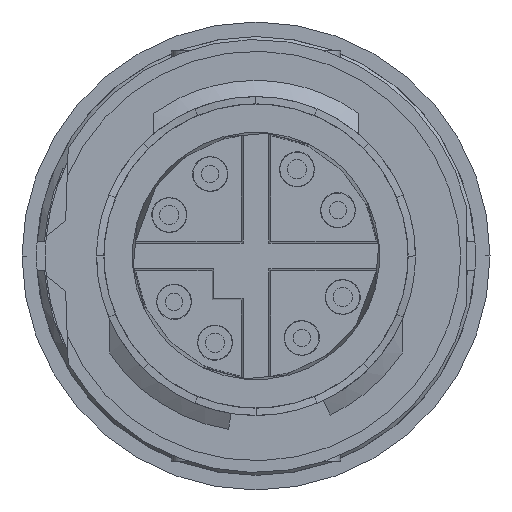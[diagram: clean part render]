
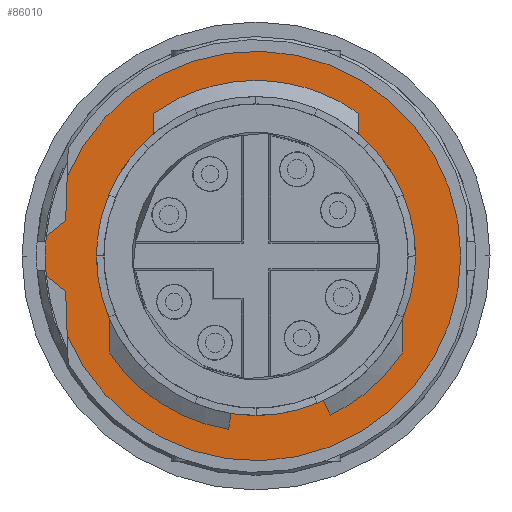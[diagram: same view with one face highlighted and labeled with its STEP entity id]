
A CAD part, left-side view. The second image highlights one B-rep face of the part: STEP entity #86010.
In plain terms, the highlighted planar face has unit normal (-1, 0, 0).
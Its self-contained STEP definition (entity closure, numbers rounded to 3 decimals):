
#82870=CARTESIAN_POINT('',(-37.678,7.2,
0.));
#82880=VERTEX_POINT('',#82870);
#82910=CARTESIAN_POINT('',(-37.678,0.,
0.));
#82920=DIRECTION('',(1.,0.,0.));
#82930=DIRECTION('',(0.,1.,0.));
#82940=AXIS2_PLACEMENT_3D('',#82910,#82920,#82930);
#82950=CIRCLE('',#82940,7.2);
#82960=CARTESIAN_POINT('',(-37.678,7.168,
-0.675));
#82970=VERTEX_POINT('',#82960);
#82980=EDGE_CURVE('',#82970,#82880,#82950,.T.);
#83870=CARTESIAN_POINT('',(-37.678,-6.975,
-12.128));
#83880=DIRECTION('',(0.,0.777,
0.629));
#83890=VECTOR('',#83880,1.);
#83900=LINE('',#83870,#83890);
#83910=CARTESIAN_POINT('',(-37.678,6.507,
-1.21));
#83920=VERTEX_POINT('',#83910);
#83930=EDGE_CURVE('',#83920,#82970,#83900,.T.);
#84200=CARTESIAN_POINT('',(-37.678,6.55,
0.));
#84210=DIRECTION('',(0.,0.035,
0.999));
#84220=VECTOR('',#84210,1.);
#84230=LINE('',#84200,#84220);
#84240=CARTESIAN_POINT('',(-37.678,6.455,
-2.708));
#84250=VERTEX_POINT('',#84240);
#84260=EDGE_CURVE('',#84250,#83920,#84230,.T.);
#85310=CARTESIAN_POINT('',(-37.678,0.,
0.));
#85320=DIRECTION('',(-1.,0.,0.));
#85330=DIRECTION('',(0.,0.,-1.));
#85340=AXIS2_PLACEMENT_3D('',#85310,#85320,#85330);
#85350=CIRCLE('',#85340,7.);
#85360=CARTESIAN_POINT('',(-37.678,6.455,
2.708));
#85370=VERTEX_POINT('',#85360);
#85380=EDGE_CURVE('',#84250,#85370,#85350,.T.);
#85570=CARTESIAN_POINT('',(-37.678,-6.225,
0.));
#85580=DIRECTION('',(-1.,0.,0.));
#85590=DIRECTION('',(0.,0.,-1.));
#85600=AXIS2_PLACEMENT_3D('',#85570,#85580,#85590);
#85610=PLANE('',#85600);
#85620=CARTESIAN_POINT('',(-37.678,0.,
0.));
#85630=DIRECTION('',(1.,0.,0.));
#85640=DIRECTION('',(0.,0.966,
0.259));
#85650=AXIS2_PLACEMENT_3D('',#85620,#85630,#85640);
#85660=CIRCLE('',#85650,5.45);
#85670=CARTESIAN_POINT('',(-37.678,5.264,
1.411));
#85680=VERTEX_POINT('',#85670);
#85690=CARTESIAN_POINT('',(-37.678,-5.264,
-1.411));
#85700=VERTEX_POINT('',#85690);
#85710=EDGE_CURVE('',#85680,#85700,#85660,.T.);
#85720=ORIENTED_EDGE('',*,*,#85710,.T.);
#85730=EDGE_CURVE('',#85700,#85680,#85660,.T.);
#85740=ORIENTED_EDGE('',*,*,#85730,.T.);
#85750=EDGE_LOOP('',(#85740,#85720));
#85760=FACE_BOUND('',#85750,.T.);
#85770=CARTESIAN_POINT('',(-37.678,-6.975,
12.128));
#85780=DIRECTION('',(0.,-0.777,
0.629));
#85790=VECTOR('',#85780,1.);
#85800=LINE('',#85770,#85790);
#85810=CARTESIAN_POINT('',(-37.678,7.168,
0.675));
#85820=VERTEX_POINT('',#85810);
#85830=CARTESIAN_POINT('',(-37.678,6.507,
1.21));
#85840=VERTEX_POINT('',#85830);
#85850=EDGE_CURVE('',#85820,#85840,#85800,.T.);
#85860=ORIENTED_EDGE('',*,*,#85850,.F.);
#85870=CARTESIAN_POINT('',(-37.678,6.55,
0.));
#85880=DIRECTION('',(0.,-0.035,
0.999));
#85890=VECTOR('',#85880,1.);
#85900=LINE('',#85870,#85890);
#85910=EDGE_CURVE('',#85840,#85370,#85900,.T.);
#85920=ORIENTED_EDGE('',*,*,#85910,.F.);
#85930=ORIENTED_EDGE('',*,*,#85380,.T.);
#85940=ORIENTED_EDGE('',*,*,#84260,.F.);
#85950=ORIENTED_EDGE('',*,*,#83930,.F.);
#85960=ORIENTED_EDGE('',*,*,#82980,.F.);
#85970=EDGE_CURVE('',#82880,#85820,#82950,.T.);
#85980=ORIENTED_EDGE('',*,*,#85970,.F.);
#85990=EDGE_LOOP('',(#85980,#85960,#85950,#85940,#85930,#85920,#85860));
#86000=FACE_OUTER_BOUND('',#85990,.T.);
#86010=ADVANCED_FACE('',(#85760,#86000),#85610,.T.);
